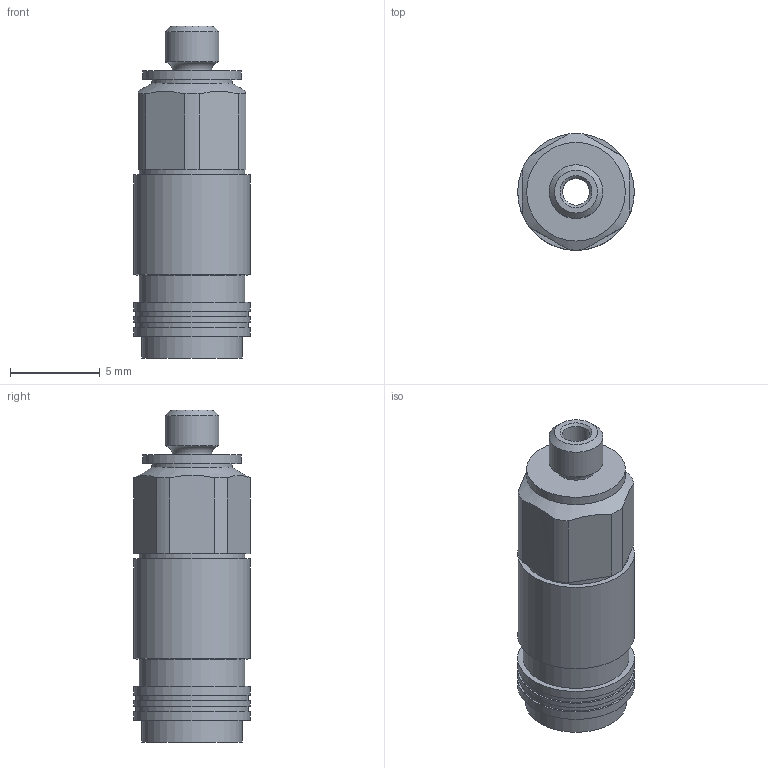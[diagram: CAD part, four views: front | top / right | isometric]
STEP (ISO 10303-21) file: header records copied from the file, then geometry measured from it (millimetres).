
FILE_DESCRIPTION(/* description */ ('STEP AP214'),/* implementation_level */ '2;1');
FILE_NAME(/* name */ '151995_KD1-M3-A',/* time_stamp */ '2024-08-29T15:56:14+02:00',/* author */ ('License CC BY-ND 4.0'),/* organization */ ('CADENAS'),/* preprocessor_version */ 'ST-DEVELOPER v19.3',/* originating_system */ 'PARTsolutions',/* authorisation */ ' ');
FILE_SCHEMA (('AUTOMOTIVE_DESIGN {1 0 10303 214 3 1 1}'));
Length unit declared in the file: millimetre
Products named in the file (1): 151995 KD1-M3-A
Bounding box: 6.5 x 6.5 x 18.5 mm (x, y, z)
Volume: 453 mm3; surface area: 538.3 mm2
Topology: 1 solids, 1 shells, 44 faces, 87 edges, 56 vertices
Faces by surface type: cylinder 20, plane 19, cone 4, torus 1
Full cylindrical faces by diameter (mm): 1.5 x1, 2.5 x1, 3 x1, 4.5 x1, 5.5 x1, 5.6 x1, 5.9 x2, 6.3 x2, 6.5 x4
Entity records: 1082 total; most frequent: DIRECTION 194, CARTESIAN_POINT 185, ORIENTED_EDGE 134, AXIS2_PLACEMENT_3D 88, EDGE_LOOP 76, FACE_BOUND 76, EDGE_CURVE 67, VERTEX_POINT 55
